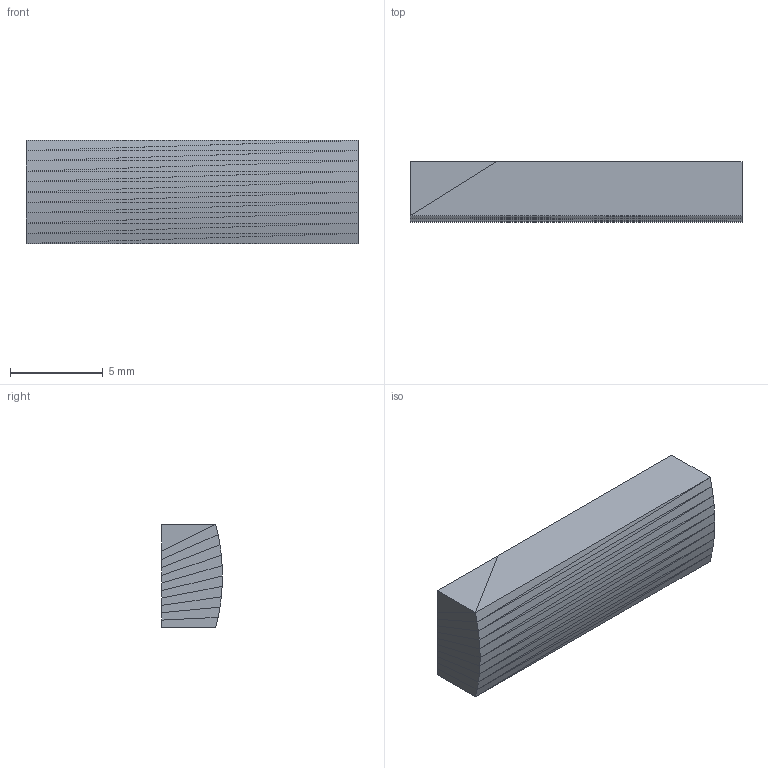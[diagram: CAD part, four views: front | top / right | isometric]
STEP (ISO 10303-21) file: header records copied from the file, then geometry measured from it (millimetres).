
FILE_DESCRIPTION(/* description */ (''),/* implementation_level */ '2;1');
FILE_NAME(/* name */ 'LeftSlit.step',/* time_stamp */ '2026-02-19T15:39:29+01:00',/* author */ (''),/* organization */ (''),/* preprocessor_version */ 'ST-DEVELOPER v20.1',/* originating_system */ 'Autodesk Translation Framework v14.24.0.0',/* authorisation */ '');
FILE_SCHEMA (('AUTOMOTIVE_DESIGN { 1 0 10303 214 3 1 1 }'));
Length unit declared in the file: millimetre
Products named in the file (1): BMO Assistant
Bounding box: 17.86 x 3.27 x 5.54 mm (x, y, z)
Volume: 311.6 mm3; surface area: 337.9 mm2
Topology: 1 solids, 1 shells, 47 faces, 93 edges, 48 vertices
Faces by surface type: plane 47
Entity records: 1160 total; most frequent: DIRECTION 189, CARTESIAN_POINT 189, ORIENTED_EDGE 186, LINE 93, VECTOR 93, EDGE_CURVE 93, VERTEX_POINT 48, AXIS2_PLACEMENT_3D 48
